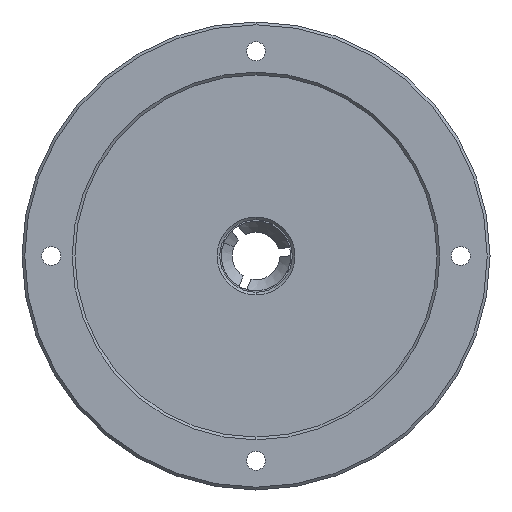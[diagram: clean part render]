
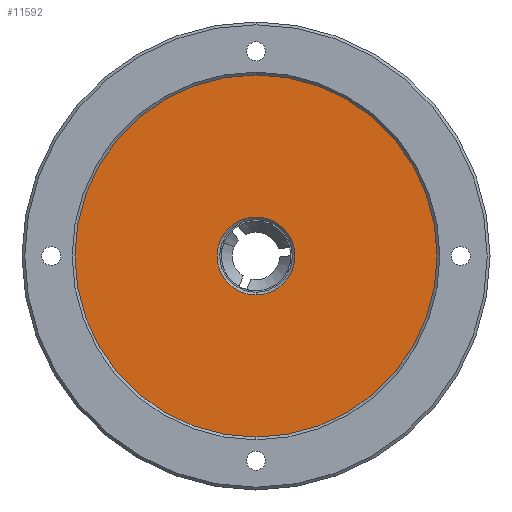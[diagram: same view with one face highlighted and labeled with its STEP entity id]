
A CAD part, left-side view. The second image highlights one B-rep face of the part: STEP entity #11592.
In plain terms, the highlighted planar face has unit normal (-1, 0, 0).
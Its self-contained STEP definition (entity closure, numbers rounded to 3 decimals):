
#757 = CARTESIAN_POINT ( 'NONE',  ( -100., 65., 0. ) ) ;
#1163 = VERTEX_POINT ( 'NONE', #7848 ) ;
#1652 = CARTESIAN_POINT ( 'NONE',  ( -100., 0., 0. ) ) ;
#2270 = AXIS2_PLACEMENT_3D ( 'NONE', #1652, #9718, #12896 ) ;
#2908 = EDGE_LOOP ( 'NONE', ( #8369, #12067 ) ) ;
#2914 = AXIS2_PLACEMENT_3D ( 'NONE', #757, #5958, #9968 ) ;
#3370 = DIRECTION ( 'NONE',  ( -1., 0., 0. ) ) ;
#3748 = CIRCLE ( 'NONE', #4816, 65. ) ;
#3951 = FACE_OUTER_BOUND ( 'NONE', #2908, .T. ) ;
#4617 = EDGE_CURVE ( 'NONE', #12170, #4976, #12468, .T. ) ;
#4816 = AXIS2_PLACEMENT_3D ( 'NONE', #10575, #3370, #5371 ) ;
#4976 = VERTEX_POINT ( 'NONE', #5174 ) ;
#5111 = EDGE_CURVE ( 'NONE', #4976, #12170, #3748, .T. ) ;
#5174 = CARTESIAN_POINT ( 'NONE',  ( -100., 0., -65. ) ) ;
#5371 = DIRECTION ( 'NONE',  ( 0., 0., 1. ) ) ;
#5497 = EDGE_CURVE ( 'NONE', #6905, #1163, #8425, .T. ) ;
#5958 = DIRECTION ( 'NONE',  ( 1., 0., 0. ) ) ;
#6029 = CARTESIAN_POINT ( 'NONE',  ( -100., 0., -14. ) ) ;
#6463 = CARTESIAN_POINT ( 'NONE',  ( -100., 0., 0. ) ) ;
#6627 = DIRECTION ( 'NONE',  ( 0., 0., -1. ) ) ;
#6905 = VERTEX_POINT ( 'NONE', #6029 ) ;
#7354 = AXIS2_PLACEMENT_3D ( 'NONE', #11541, #8363, #6627 ) ;
#7593 = DIRECTION ( 'NONE',  ( -1., 0., 0. ) ) ;
#7848 = CARTESIAN_POINT ( 'NONE',  ( -100., 0., 14. ) ) ;
#8013 = CIRCLE ( 'NONE', #2270, 14. ) ;
#8227 = ORIENTED_EDGE ( 'NONE', *, *, #5497, .T. ) ;
#8363 = DIRECTION ( 'NONE',  ( 1., 0., 0. ) ) ;
#8369 = ORIENTED_EDGE ( 'NONE', *, *, #4617, .T. ) ;
#8425 = CIRCLE ( 'NONE', #7354, 14. ) ;
#9718 = DIRECTION ( 'NONE',  ( 1., 0., 0. ) ) ;
#9968 = DIRECTION ( 'NONE',  ( 0., 0., -1. ) ) ;
#10091 = PLANE ( 'NONE',  #2914 ) ;
#10365 = ORIENTED_EDGE ( 'NONE', *, *, #11050, .T. ) ;
#10575 = CARTESIAN_POINT ( 'NONE',  ( -100., 0., 0. ) ) ;
#11050 = EDGE_CURVE ( 'NONE', #1163, #6905, #8013, .T. ) ;
#11541 = CARTESIAN_POINT ( 'NONE',  ( -100., 0., 0. ) ) ;
#11592 = ADVANCED_FACE ( 'NONE', ( #13070, #3951 ), #10091, .F. ) ;
#11609 = AXIS2_PLACEMENT_3D ( 'NONE', #6463, #7593, #11640 ) ;
#11640 = DIRECTION ( 'NONE',  ( 0., 0., 1. ) ) ;
#11652 = CARTESIAN_POINT ( 'NONE',  ( -100., 0., 65. ) ) ;
#12067 = ORIENTED_EDGE ( 'NONE', *, *, #5111, .T. ) ;
#12170 = VERTEX_POINT ( 'NONE', #11652 ) ;
#12468 = CIRCLE ( 'NONE', #11609, 65. ) ;
#12896 = DIRECTION ( 'NONE',  ( 0., 0., -1. ) ) ;
#13070 = FACE_BOUND ( 'NONE', #13122, .T. ) ;
#13122 = EDGE_LOOP ( 'NONE', ( #10365, #8227 ) ) ;
